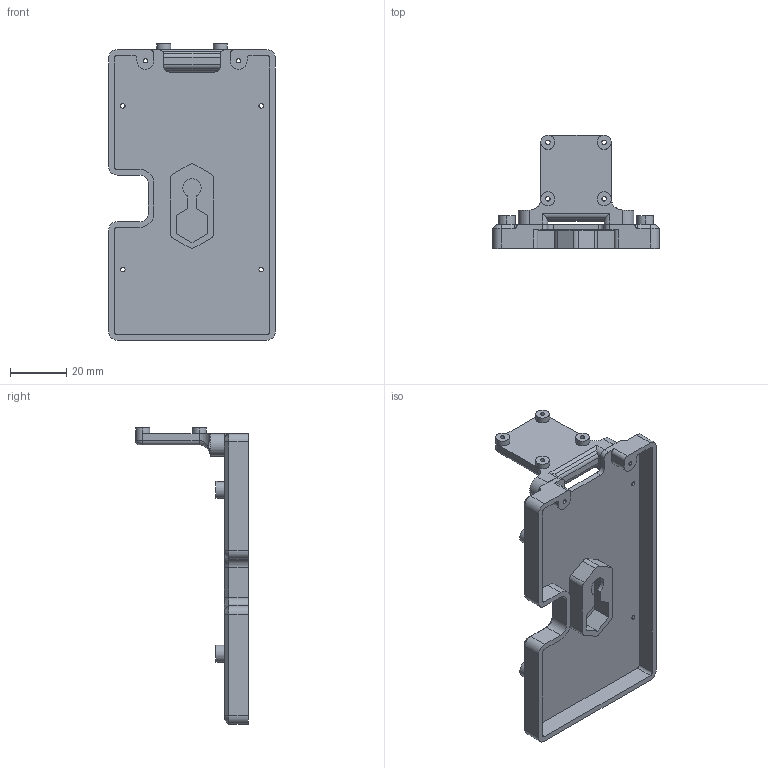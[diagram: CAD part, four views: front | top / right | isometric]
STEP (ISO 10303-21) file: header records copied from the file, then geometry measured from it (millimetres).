
FILE_DESCRIPTION (( 'STEP AP203' ), '1' );
FILE_NAME ('Dev Board camera base.STEP', '2019-04-23T16:42:28', ( '' ), ( '' ), 'SwSTEP 2.0', 'SolidWorks 2016', '' );
FILE_SCHEMA (( 'CONFIG_CONTROL_DESIGN' ));
Length unit declared in the file: millimetre
Products named in the file (1): Dev Board camera base
Bounding box: 59 x 40 x 105 mm (x, y, z)
Volume: 20647.5 mm3; surface area: 20343.6 mm2
Topology: 2 solids, 2 shells, 214 faces, 560 edges, 356 vertices
Faces by surface type: cylinder 109, plane 93, cone 8, bspline 2, torus 2
Entity records: 6863 total; most frequent: CARTESIAN_POINT 1353, DIRECTION 1180, ORIENTED_EDGE 1116, EDGE_CURVE 558, AXIS2_PLACEMENT_3D 427, VERTEX_POINT 356, LINE 326, VECTOR 326
